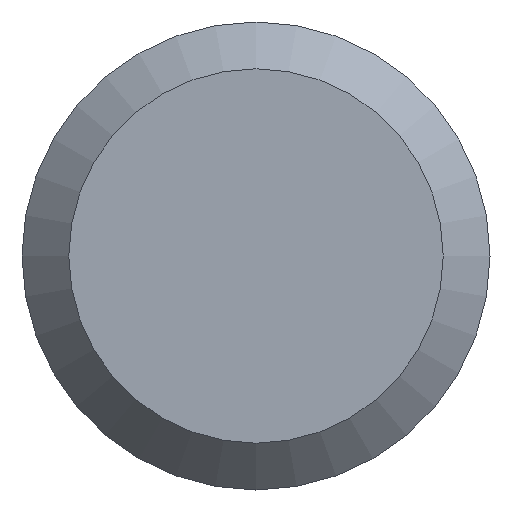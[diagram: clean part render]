
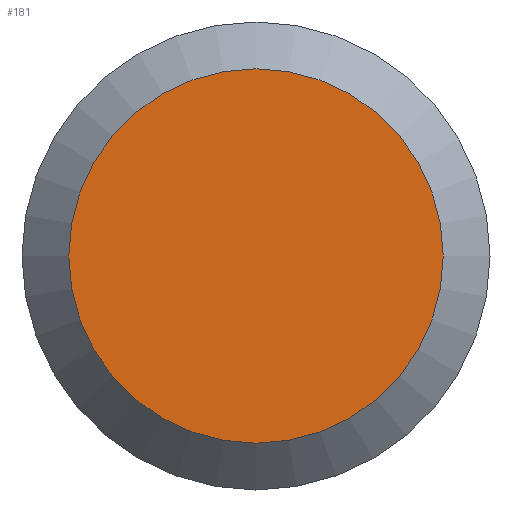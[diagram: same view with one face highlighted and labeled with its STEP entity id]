
A CAD part, left-side view. The second image highlights one B-rep face of the part: STEP entity #181.
In plain terms, the highlighted planar face has unit normal (-1, 0, 0).
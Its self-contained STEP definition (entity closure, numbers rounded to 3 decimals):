
#40 = AXIS2_PLACEMENT_3D ( 'NONE', #162, #130, #137 ) ;
#41 = DIRECTION ( 'NONE',  ( 0., 0., -1. ) ) ;
#56 = DIRECTION ( 'NONE',  ( -1., 0., 0. ) ) ;
#88 = VERTEX_POINT ( 'NONE', #175 ) ;
#91 = PLANE ( 'NONE',  #40 ) ;
#96 = CIRCLE ( 'NONE', #196, 3.92 ) ;
#109 = FACE_OUTER_BOUND ( 'NONE', #123, .T. ) ;
#123 = EDGE_LOOP ( 'NONE', ( #194 ) ) ;
#130 = DIRECTION ( 'NONE',  ( 1., 0., 0. ) ) ;
#131 = CARTESIAN_POINT ( 'NONE',  ( 0., 0., 0. ) ) ;
#137 = DIRECTION ( 'NONE',  ( 0., 0., -1. ) ) ;
#160 = EDGE_CURVE ( 'NONE', #88, #88, #96, .T. ) ;
#162 = CARTESIAN_POINT ( 'NONE',  ( 0., 4.9, 0. ) ) ;
#175 = CARTESIAN_POINT ( 'NONE',  ( 0., 0., -3.92 ) ) ;
#181 = ADVANCED_FACE ( 'NONE', ( #109 ), #91, .F. ) ;
#194 = ORIENTED_EDGE ( 'NONE', *, *, #160, .T. ) ;
#196 = AXIS2_PLACEMENT_3D ( 'NONE', #131, #56, #41 ) ;
